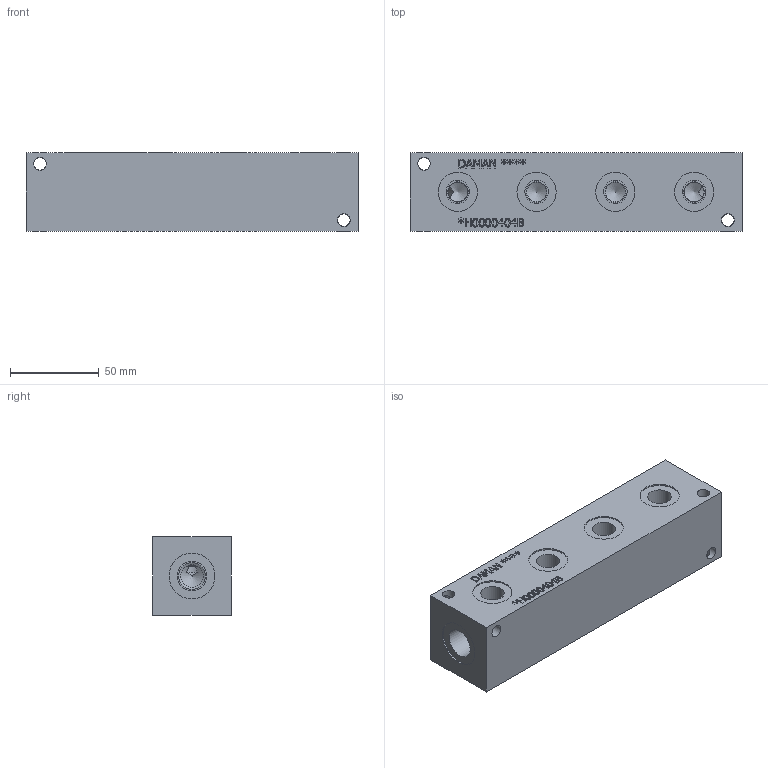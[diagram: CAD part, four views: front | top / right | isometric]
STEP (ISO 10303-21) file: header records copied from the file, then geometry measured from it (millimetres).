
FILE_DESCRIPTION(/* description */ (''),/* implementation_level */ '2;1');
FILE_NAME(/* name */ '_H0000404B.stp',/* time_stamp */ '2022-06-06T13:33:06-04:00',/* author */ ('bobbyh'),/* organization */ (''),/* preprocessor_version */ 'ST-DEVELOPER v18',/* originating_system */ 'Autodesk Inventor 2020',/* authorisation */ '');
FILE_SCHEMA (('AUTOMOTIVE_DESIGN { 1 0 10303 214 3 1 1 }'));
Length unit declared in the file: millimetre
Products named in the file (1): Part_+H0000404B_3D
Bounding box: 187.32 x 44.45 x 44.45 mm (x, y, z)
Volume: 343178.2 mm3; surface area: 45849.9 mm2
Topology: 1 solids, 1 shells, 366 faces, 1001 edges, 674 vertices
Faces by surface type: plane 240, bspline 82, cylinder 32, cone 12
Full cylindrical faces by diameter (mm): 7.137 x8, 11.125 x2, 11.684 x4, 12.7 x2, 13.259 x4, 15.062 x2, 16.764 x2, 22.123 x4, 25.933 x2
Entity records: 12395 total; most frequent: CARTESIAN_POINT 3220, ORIENTED_EDGE 1990, DIRECTION 1497, EDGE_CURVE 995, LINE 707, VECTOR 707, VERTEX_POINT 674, EDGE_LOOP 425
